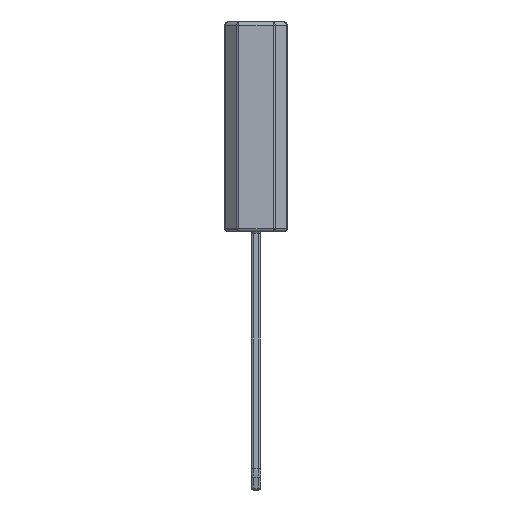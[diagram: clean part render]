
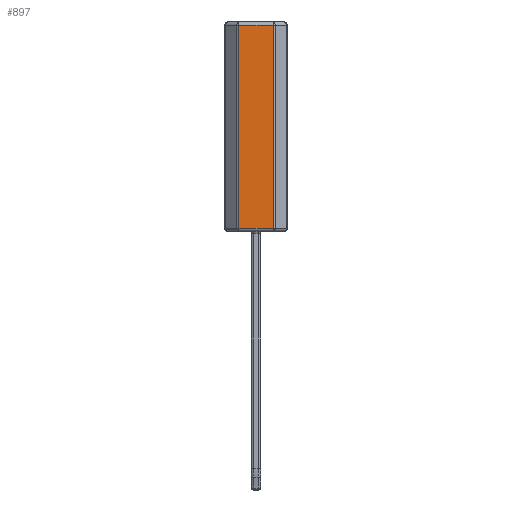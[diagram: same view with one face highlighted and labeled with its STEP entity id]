
A CAD part, left-side view. The second image highlights one B-rep face of the part: STEP entity #897.
In plain terms, the highlighted planar face has unit normal (-1, 0, 0).
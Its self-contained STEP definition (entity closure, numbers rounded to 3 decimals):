
#239 = CYLINDRICAL_SURFACE('',#240,0.125);
#240 = AXIS2_PLACEMENT_3D('',#241,#242,#243);
#241 = CARTESIAN_POINT('',(-1.145,0.692,0.));
#242 = DIRECTION('',(0.,0.,1.));
#243 = DIRECTION('',(-0.707,0.707,0.));
#344 = VERTEX_POINT('',#345);
#345 = CARTESIAN_POINT('',(-1.27,0.692,0.125));
#372 = EDGE_CURVE('',#344,#373,#375,.T.);
#373 = VERTEX_POINT('',#374);
#374 = CARTESIAN_POINT('',(-1.27,0.692,8.375));
#375 = SURFACE_CURVE('',#376,(#380,#387),.PCURVE_S1.);
#376 = LINE('',#377,#378);
#377 = CARTESIAN_POINT('',(-1.27,0.692,0.));
#378 = VECTOR('',#379,1.);
#379 = DIRECTION('',(0.,0.,1.));
#380 = PCURVE('',#239,#381);
#381 = DEFINITIONAL_REPRESENTATION('',(#382),#386);
#382 = LINE('',#383,#384);
#383 = CARTESIAN_POINT('',(0.785,0.));
#384 = VECTOR('',#385,1.);
#385 = DIRECTION('',(0.,1.));
#386 = ( GEOMETRIC_REPRESENTATION_CONTEXT(2) 
PARAMETRIC_REPRESENTATION_CONTEXT() REPRESENTATION_CONTEXT('2D SPACE',''
  ) );
#387 = PCURVE('',#388,#393);
#388 = PLANE('',#389);
#389 = AXIS2_PLACEMENT_3D('',#390,#391,#392);
#390 = CARTESIAN_POINT('',(-1.27,-0.744,0.));
#391 = DIRECTION('',(-1.,0.,0.));
#392 = DIRECTION('',(0.,1.,0.));
#393 = DEFINITIONAL_REPRESENTATION('',(#394),#398);
#394 = LINE('',#395,#396);
#395 = CARTESIAN_POINT('',(1.436,0.));
#396 = VECTOR('',#397,1.);
#397 = DIRECTION('',(0.,-1.));
#398 = ( GEOMETRIC_REPRESENTATION_CONTEXT(2) 
PARAMETRIC_REPRESENTATION_CONTEXT() REPRESENTATION_CONTEXT('2D SPACE',''
  ) );
#602 = CYLINDRICAL_SURFACE('',#603,0.125);
#603 = AXIS2_PLACEMENT_3D('',#604,#605,#606);
#604 = CARTESIAN_POINT('',(-1.145,-0.744,8.375));
#605 = DIRECTION('',(0.,1.,0.));
#606 = DIRECTION('',(-1.,0.,0.));
#884 = CYLINDRICAL_SURFACE('',#885,0.125);
#885 = AXIS2_PLACEMENT_3D('',#886,#887,#888);
#886 = CARTESIAN_POINT('',(-1.145,-0.744,0.125));
#887 = DIRECTION('',(0.,1.,0.));
#888 = DIRECTION('',(-1.,0.,0.));
#897 = ADVANCED_FACE('',(#898),#388,.T.);
#898 = FACE_BOUND('',#899,.T.);
#899 = EDGE_LOOP('',(#900,#923,#924,#947));
#900 = ORIENTED_EDGE('',*,*,#901,.T.);
#901 = EDGE_CURVE('',#902,#373,#904,.T.);
#902 = VERTEX_POINT('',#903);
#903 = CARTESIAN_POINT('',(-1.27,-0.692,8.375));
#904 = SURFACE_CURVE('',#905,(#909,#916),.PCURVE_S1.);
#905 = LINE('',#906,#907);
#906 = CARTESIAN_POINT('',(-1.27,-0.744,8.375));
#907 = VECTOR('',#908,1.);
#908 = DIRECTION('',(0.,1.,0.));
#909 = PCURVE('',#388,#910);
#910 = DEFINITIONAL_REPRESENTATION('',(#911),#915);
#911 = LINE('',#912,#913);
#912 = CARTESIAN_POINT('',(0.,-8.375));
#913 = VECTOR('',#914,1.);
#914 = DIRECTION('',(1.,0.));
#915 = ( GEOMETRIC_REPRESENTATION_CONTEXT(2) 
PARAMETRIC_REPRESENTATION_CONTEXT() REPRESENTATION_CONTEXT('2D SPACE',''
  ) );
#916 = PCURVE('',#602,#917);
#917 = DEFINITIONAL_REPRESENTATION('',(#918),#922);
#918 = LINE('',#919,#920);
#919 = CARTESIAN_POINT('',(0.,0.));
#920 = VECTOR('',#921,1.);
#921 = DIRECTION('',(0.,1.));
#922 = ( GEOMETRIC_REPRESENTATION_CONTEXT(2) 
PARAMETRIC_REPRESENTATION_CONTEXT() REPRESENTATION_CONTEXT('2D SPACE',''
  ) );
#923 = ORIENTED_EDGE('',*,*,#372,.F.);
#924 = ORIENTED_EDGE('',*,*,#925,.F.);
#925 = EDGE_CURVE('',#926,#344,#928,.T.);
#926 = VERTEX_POINT('',#927);
#927 = CARTESIAN_POINT('',(-1.27,-0.692,0.125));
#928 = SURFACE_CURVE('',#929,(#933,#940),.PCURVE_S1.);
#929 = LINE('',#930,#931);
#930 = CARTESIAN_POINT('',(-1.27,-0.744,0.125));
#931 = VECTOR('',#932,1.);
#932 = DIRECTION('',(0.,1.,0.));
#933 = PCURVE('',#388,#934);
#934 = DEFINITIONAL_REPRESENTATION('',(#935),#939);
#935 = LINE('',#936,#937);
#936 = CARTESIAN_POINT('',(0.,-0.125));
#937 = VECTOR('',#938,1.);
#938 = DIRECTION('',(1.,0.));
#939 = ( GEOMETRIC_REPRESENTATION_CONTEXT(2) 
PARAMETRIC_REPRESENTATION_CONTEXT() REPRESENTATION_CONTEXT('2D SPACE',''
  ) );
#940 = PCURVE('',#884,#941);
#941 = DEFINITIONAL_REPRESENTATION('',(#942),#946);
#942 = LINE('',#943,#944);
#943 = CARTESIAN_POINT('',(-0.,0.));
#944 = VECTOR('',#945,1.);
#945 = DIRECTION('',(-0.,1.));
#946 = ( GEOMETRIC_REPRESENTATION_CONTEXT(2) 
PARAMETRIC_REPRESENTATION_CONTEXT() REPRESENTATION_CONTEXT('2D SPACE',''
  ) );
#947 = ORIENTED_EDGE('',*,*,#948,.T.);
#948 = EDGE_CURVE('',#926,#902,#949,.T.);
#949 = SURFACE_CURVE('',#950,(#954,#961),.PCURVE_S1.);
#950 = LINE('',#951,#952);
#951 = CARTESIAN_POINT('',(-1.27,-0.692,0.));
#952 = VECTOR('',#953,1.);
#953 = DIRECTION('',(0.,0.,1.));
#954 = PCURVE('',#388,#955);
#955 = DEFINITIONAL_REPRESENTATION('',(#956),#960);
#956 = LINE('',#957,#958);
#957 = CARTESIAN_POINT('',(0.052,0.));
#958 = VECTOR('',#959,1.);
#959 = DIRECTION('',(0.,-1.));
#960 = ( GEOMETRIC_REPRESENTATION_CONTEXT(2) 
PARAMETRIC_REPRESENTATION_CONTEXT() REPRESENTATION_CONTEXT('2D SPACE',''
  ) );
#961 = PCURVE('',#962,#967);
#962 = CYLINDRICAL_SURFACE('',#963,0.125);
#963 = AXIS2_PLACEMENT_3D('',#964,#965,#966);
#964 = CARTESIAN_POINT('',(-1.145,-0.692,0.));
#965 = DIRECTION('',(0.,0.,1.));
#966 = DIRECTION('',(-1.,0.,0.));
#967 = DEFINITIONAL_REPRESENTATION('',(#968),#972);
#968 = LINE('',#969,#970);
#969 = CARTESIAN_POINT('',(0.,0.));
#970 = VECTOR('',#971,1.);
#971 = DIRECTION('',(0.,1.));
#972 = ( GEOMETRIC_REPRESENTATION_CONTEXT(2) 
PARAMETRIC_REPRESENTATION_CONTEXT() REPRESENTATION_CONTEXT('2D SPACE',''
  ) );
